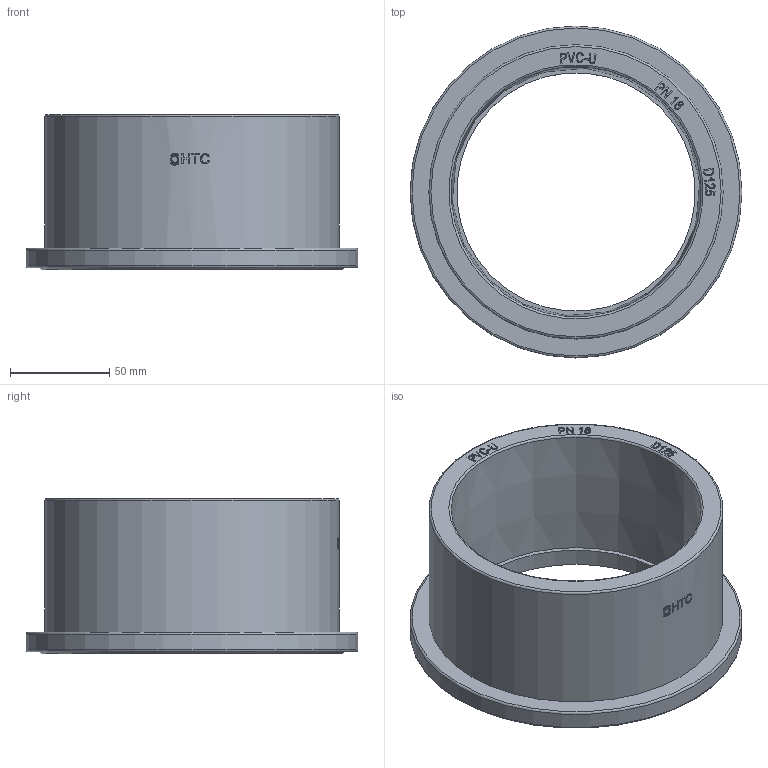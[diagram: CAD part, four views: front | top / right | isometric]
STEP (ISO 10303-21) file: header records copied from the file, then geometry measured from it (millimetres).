
FILE_DESCRIPTION(/* description */ (''),/* implementation_level */ '2;1');
FILE_NAME(/* name */ '法兰内套125.stp',/* time_stamp */ '2025-01-13T08:17:56+08:00',/* author */ (''),/* organization */ (''),/* preprocessor_version */ 'ST-DEVELOPER v16',/* originating_system */ 'SIEMENS PLM Software NX 10.0',/* authorisation */ '');
FILE_SCHEMA (('AUTOMOTIVE_DESIGN { 1 0 10303 214 3 1 1 1 }'));
Length unit declared in the file: millimetre
Products named in the file (1): gelv10BC33B2036e
Bounding box: 167 x 167 x 78.45 mm (x, y, z)
Volume: 433645.7 mm3; surface area: 87998.4 mm2
Topology: 1 solids, 1 shells, 228 faces, 593 edges, 396 vertices
Faces by surface type: plane 104, extrusion 89, bspline 14, cylinder 10, cone 7, torus 4
Full cylindrical faces by diameter (mm): 120 x1, 148 x1, 167 x1
Entity records: 9116 total; most frequent: CARTESIAN_POINT 4245, ORIENTED_EDGE 1136, DIRECTION 636, EDGE_CURVE 568, B_SPLINE_CURVE_WITH_KNOTS 409, VERTEX_POINT 387, VECTOR 278, EDGE_LOOP 275
